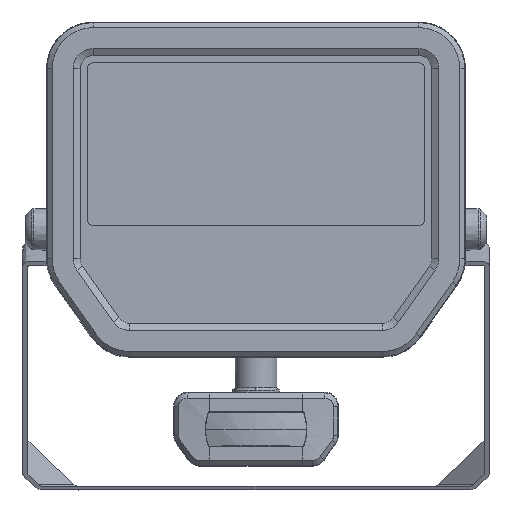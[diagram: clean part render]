
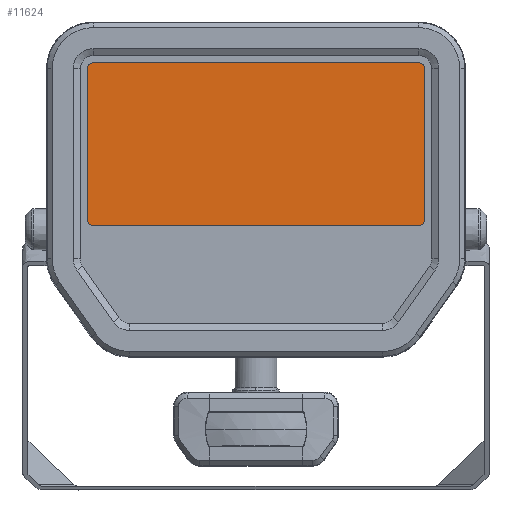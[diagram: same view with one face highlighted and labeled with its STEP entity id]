
A CAD part, top view. The second image highlights one B-rep face of the part: STEP entity #11624.
In plain terms, the highlighted face is planar.
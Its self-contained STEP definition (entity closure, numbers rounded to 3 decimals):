
#718 = CARTESIAN_POINT ( 'NONE',  ( -70., 113.444, -79.297 ) ) ;
#824 = CARTESIAN_POINT ( 'NONE',  ( -70., 183.444, -79.297 ) ) ;
#1000 = CIRCLE ( 'NONE', #19283, 2.5 ) ;
#1253 = ORIENTED_EDGE ( 'NONE', *, *, #4830, .T. ) ;
#1627 = VERTEX_POINT ( 'NONE', #46124 ) ;
#2033 = VERTEX_POINT ( 'NONE', #43102 ) ;
#2853 = ORIENTED_EDGE ( 'NONE', *, *, #44170, .T. ) ;
#3334 = CIRCLE ( 'NONE', #10011, 2.5 ) ;
#4830 = EDGE_CURVE ( 'NONE', #2033, #10284, #36357, .T. ) ;
#5716 = EDGE_CURVE ( 'NONE', #10284, #21359, #28006, .T. ) ;
#6440 = ORIENTED_EDGE ( 'NONE', *, *, #5716, .T. ) ;
#8238 = CARTESIAN_POINT ( 'NONE',  ( -72.5, 115.944, -79.297 ) ) ;
#9760 = DIRECTION ( 'NONE',  ( -1., 0., 0. ) ) ;
#10011 = AXIS2_PLACEMENT_3D ( 'NONE', #12648, #24157, #20992 ) ;
#10284 = VERTEX_POINT ( 'NONE', #31968 ) ;
#10433 = CARTESIAN_POINT ( 'NONE',  ( 72.5, 115.944, -79.297 ) ) ;
#10605 = EDGE_LOOP ( 'NONE', ( #50355, #27963, #17550, #1253, #6440, #50921, #2853, #22086 ) ) ;
#10782 = DIRECTION ( 'NONE',  ( 0., 1., 0. ) ) ;
#11624 = ADVANCED_FACE ( 'NONE', ( #24555 ), #36496, .T. ) ;
#12647 = VECTOR ( 'NONE', #17917, 1000. ) ;
#12648 = CARTESIAN_POINT ( 'NONE',  ( 70., 180.944, -79.297 ) ) ;
#12915 = EDGE_CURVE ( 'NONE', #23615, #1627, #36673, .T. ) ;
#15199 = LINE ( 'NONE', #34482, #15982 ) ;
#15438 = EDGE_CURVE ( 'NONE', #1627, #46439, #21055, .T. ) ;
#15838 = AXIS2_PLACEMENT_3D ( 'NONE', #35831, #19966, #51337 ) ;
#15982 = VECTOR ( 'NONE', #10782, 1000. ) ;
#17449 = DIRECTION ( 'NONE',  ( 0., 0., -1. ) ) ;
#17550 = ORIENTED_EDGE ( 'NONE', *, *, #27200, .T. ) ;
#17917 = DIRECTION ( 'NONE',  ( 0., -1., 0. ) ) ;
#18831 = EDGE_CURVE ( 'NONE', #21359, #28699, #3334, .T. ) ;
#18995 = VECTOR ( 'NONE', #39921, 1000. ) ;
#19283 = AXIS2_PLACEMENT_3D ( 'NONE', #23757, #31331, #39632 ) ;
#19365 = CARTESIAN_POINT ( 'NONE',  ( -70., 113.444, -79.297 ) ) ;
#19966 = DIRECTION ( 'NONE',  ( 0., 0., -1. ) ) ;
#20821 = AXIS2_PLACEMENT_3D ( 'NONE', #49376, #17449, #21129 ) ;
#20992 = DIRECTION ( 'NONE',  ( -1., 0., 0. ) ) ;
#21055 = LINE ( 'NONE', #718, #39581 ) ;
#21129 = DIRECTION ( 'NONE',  ( -1., 0., 0. ) ) ;
#21359 = VERTEX_POINT ( 'NONE', #38449 ) ;
#22086 = ORIENTED_EDGE ( 'NONE', *, *, #12915, .T. ) ;
#23615 = VERTEX_POINT ( 'NONE', #10433 ) ;
#23757 = CARTESIAN_POINT ( 'NONE',  ( -70., 115.944, -79.297 ) ) ;
#23964 = DIRECTION ( 'NONE',  ( -1., 0., 0. ) ) ;
#24157 = DIRECTION ( 'NONE',  ( 0., 0., -1. ) ) ;
#24555 = FACE_OUTER_BOUND ( 'NONE', #10605, .T. ) ;
#27200 = EDGE_CURVE ( 'NONE', #41985, #2033, #15199, .T. ) ;
#27963 = ORIENTED_EDGE ( 'NONE', *, *, #32626, .T. ) ;
#28006 = LINE ( 'NONE', #824, #18995 ) ;
#28699 = VERTEX_POINT ( 'NONE', #44255 ) ;
#31331 = DIRECTION ( 'NONE',  ( 0., 0., -1. ) ) ;
#31968 = CARTESIAN_POINT ( 'NONE',  ( -70., 183.444, -79.297 ) ) ;
#32626 = EDGE_CURVE ( 'NONE', #46439, #41985, #1000, .T. ) ;
#33442 = DIRECTION ( 'NONE',  ( 0., 0., -1. ) ) ;
#34482 = CARTESIAN_POINT ( 'NONE',  ( -72.5, 180.944, -79.297 ) ) ;
#35831 = CARTESIAN_POINT ( 'NONE',  ( 70., 115.944, -79.297 ) ) ;
#36357 = CIRCLE ( 'NONE', #43054, 2.5 ) ;
#36496 = PLANE ( 'NONE',  #20821 ) ;
#36574 = CARTESIAN_POINT ( 'NONE',  ( -70., 180.944, -79.297 ) ) ;
#36673 = CIRCLE ( 'NONE', #15838, 2.5 ) ;
#38449 = CARTESIAN_POINT ( 'NONE',  ( 70., 183.444, -79.297 ) ) ;
#39581 = VECTOR ( 'NONE', #23964, 1000. ) ;
#39632 = DIRECTION ( 'NONE',  ( -1., 0., 0. ) ) ;
#39921 = DIRECTION ( 'NONE',  ( 1., 0., 0. ) ) ;
#41985 = VERTEX_POINT ( 'NONE', #8238 ) ;
#43054 = AXIS2_PLACEMENT_3D ( 'NONE', #36574, #33442, #9760 ) ;
#43102 = CARTESIAN_POINT ( 'NONE',  ( -72.5, 180.944, -79.297 ) ) ;
#44170 = EDGE_CURVE ( 'NONE', #28699, #23615, #50317, .T. ) ;
#44255 = CARTESIAN_POINT ( 'NONE',  ( 72.5, 180.944, -79.297 ) ) ;
#46124 = CARTESIAN_POINT ( 'NONE',  ( 70., 113.444, -79.297 ) ) ;
#46160 = CARTESIAN_POINT ( 'NONE',  ( 72.5, 180.944, -79.297 ) ) ;
#46439 = VERTEX_POINT ( 'NONE', #19365 ) ;
#49376 = CARTESIAN_POINT ( 'NONE',  ( -70., 180.944, -79.297 ) ) ;
#50317 = LINE ( 'NONE', #46160, #12647 ) ;
#50355 = ORIENTED_EDGE ( 'NONE', *, *, #15438, .T. ) ;
#50921 = ORIENTED_EDGE ( 'NONE', *, *, #18831, .T. ) ;
#51337 = DIRECTION ( 'NONE',  ( -1., 0., 0. ) ) ;
